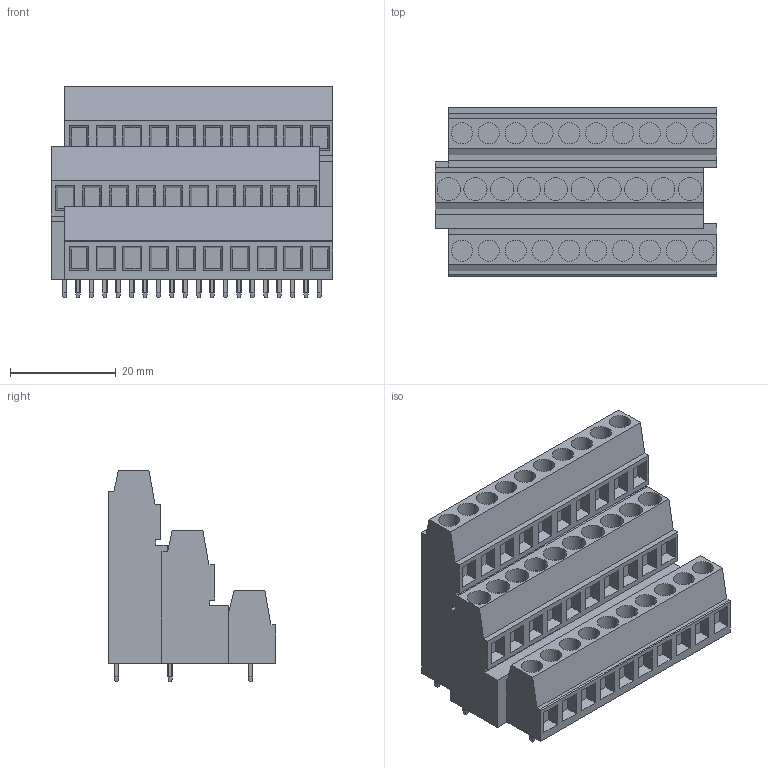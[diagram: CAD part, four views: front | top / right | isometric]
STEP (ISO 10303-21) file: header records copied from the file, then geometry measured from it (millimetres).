
FILE_DESCRIPTION(('CATIA V5 STEP','CAx-IF Rec.Pracs.--- Model Styling and Organization---1.2---2011-12-15'),'2;1');
FILE_NAME ('D1455753_0_1769700000_1769700000.stp','2018-09-08T04:15:31+00:00',('none'),('Weidmueller'),'CATIA Version 5-6 Release 2014','CATIA V5 STEP AP214','none');
FILE_SCHEMA(('AUTOMOTIVE_DESIGN { 1 0 10303 214 1 1 1 1 }'));
Length unit declared in the file: millimetre
Products named in the file (1): 1769700000
Bounding box: 53.34 x 31.8 x 40.1 mm (x, y, z)
Volume: 35093.3 mm3; surface area: 11604.5 mm2
Topology: 31 solids, 31 shells, 697 faces, 1725 edges, 1150 vertices
Faces by surface type: plane 636, cylinder 61
Entity records: 18233 total; most frequent: CARTESIAN_POINT 3468, ORIENTED_EDGE 3450, DIRECTION 2189, EDGE_CURVE 1725, VECTOR 1363, LINE 1363, VERTEX_POINT 1150, EDGE_LOOP 757
